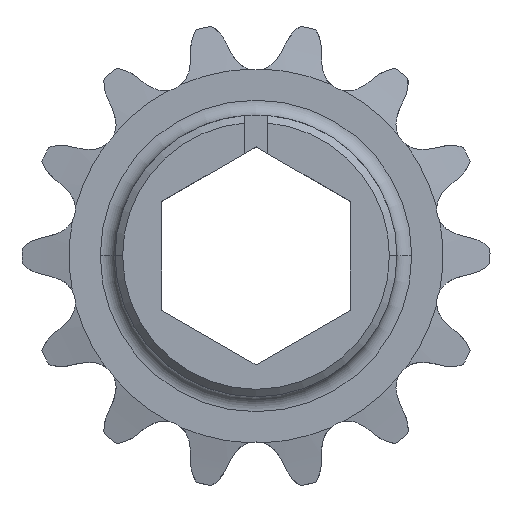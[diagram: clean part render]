
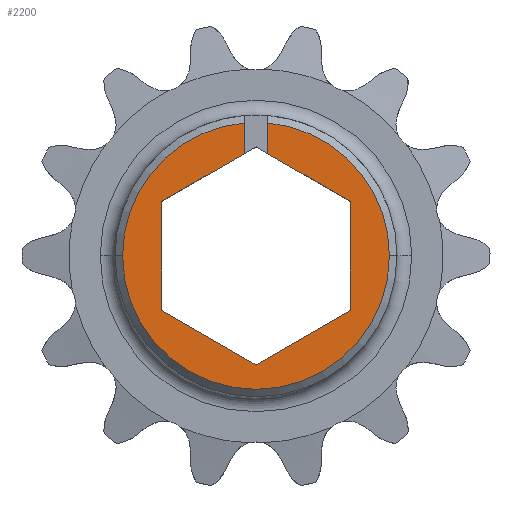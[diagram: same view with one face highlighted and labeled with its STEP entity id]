
A CAD part, top view. The second image highlights one B-rep face of the part: STEP entity #2200.
In plain terms, the highlighted planar face has unit normal (0, 0, 1).
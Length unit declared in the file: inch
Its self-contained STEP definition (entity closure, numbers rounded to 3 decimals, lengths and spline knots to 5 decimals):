
#16 = CARTESIAN_POINT ( 'NONE',  ( 0.03125, 0.15561, 0.1875 ) ) ;
#26 = DIRECTION ( 'NONE',  ( -0.866, 0.5, 0. ) ) ;
#100 = CARTESIAN_POINT ( 'NONE',  ( -0.03125, 0.27179, 0.1875 ) ) ;
#166 = ORIENTED_EDGE ( 'NONE', *, *, #5452, .F. ) ;
#232 = ORIENTED_EDGE ( 'NONE', *, *, #4636, .F. ) ;
#261 = VECTOR ( 'NONE', #2843, 39.37008 ) ;
#326 = ORIENTED_EDGE ( 'NONE', *, *, #361, .T. ) ;
#361 = EDGE_CURVE ( 'NONE', #5583, #2580, #5371, .T. ) ;
#426 = DIRECTION ( 'NONE',  ( -0.866, -0.5, 0. ) ) ;
#491 = FACE_OUTER_BOUND ( 'NONE', #2688, .T. ) ;
#535 = VECTOR ( 'NONE', #3235, 39.37008 ) ;
#595 = DIRECTION ( 'NONE',  ( 0., 1., 0. ) ) ;
#663 = CARTESIAN_POINT ( 'NONE',  ( -0.355, 0., 0.1875 ) ) ;
#730 = AXIS2_PLACEMENT_3D ( 'NONE', #5835, #5927, #5896 ) ;
#799 = DIRECTION ( 'NONE',  ( 1., 0., 0. ) ) ;
#814 = CARTESIAN_POINT ( 'NONE',  ( 0., -0.28983, 0.1875 ) ) ;
#939 = VECTOR ( 'NONE', #26, 39.37008 ) ;
#956 = CARTESIAN_POINT ( 'NONE',  ( 0.251, 0.14491, 0.1875 ) ) ;
#1004 = ORIENTED_EDGE ( 'NONE', *, *, #3254, .T. ) ;
#1061 = CARTESIAN_POINT ( 'NONE',  ( 0.251, -0.14491, 0.1875 ) ) ;
#1148 = EDGE_CURVE ( 'NONE', #6022, #5460, #6157, .T. ) ;
#1183 = LINE ( 'NONE', #1061, #3386 ) ;
#1417 = DIRECTION ( 'NONE',  ( 1., 0., 0. ) ) ;
#1626 = CIRCLE ( 'NONE', #5203, 0.355 ) ;
#1685 = CARTESIAN_POINT ( 'NONE',  ( 0., 0.28983, 0.1875 ) ) ;
#1953 = CARTESIAN_POINT ( 'NONE',  ( 0.355, 0., 0.1875 ) ) ;
#2070 = VERTEX_POINT ( 'NONE', #3085 ) ;
#2092 = VERTEX_POINT ( 'NONE', #2347 ) ;
#2148 = CARTESIAN_POINT ( 'NONE',  ( 0.03125, 0.27179, 0.1875 ) ) ;
#2184 = ORIENTED_EDGE ( 'NONE', *, *, #3177, .F. ) ;
#2200 = ADVANCED_FACE ( 'NONE', ( #491 ), #3886, .T. ) ;
#2236 = DIRECTION ( 'NONE',  ( 0., 0., 1. ) ) ;
#2244 = LINE ( 'NONE', #5674, #535 ) ;
#2341 = CARTESIAN_POINT ( 'NONE',  ( -0.251, 0.14491, 0.1875 ) ) ;
#2347 = CARTESIAN_POINT ( 'NONE',  ( 0.03125, 0.35362, 0.1875 ) ) ;
#2384 = DIRECTION ( 'NONE',  ( 0., 0., 1. ) ) ;
#2421 = CARTESIAN_POINT ( 'NONE',  ( -0.251, -0.14491, 0.1875 ) ) ;
#2509 = CARTESIAN_POINT ( 'NONE',  ( 0., -0.28983, 0.1875 ) ) ;
#2547 = ORIENTED_EDGE ( 'NONE', *, *, #5783, .T. ) ;
#2580 = VERTEX_POINT ( 'NONE', #1953 ) ;
#2614 = AXIS2_PLACEMENT_3D ( 'NONE', #6110, #2236, #799 ) ;
#2688 = EDGE_LOOP ( 'NONE', ( #2781, #4028, #4495, #5733, #166, #232, #2184, #4795, #1004, #326, #2547 ) ) ;
#2706 = EDGE_CURVE ( 'NONE', #5460, #3949, #1183, .T. ) ;
#2781 = ORIENTED_EDGE ( 'NONE', *, *, #3057, .F. ) ;
#2813 = CARTESIAN_POINT ( 'NONE',  ( -0.03125, 0.15561, 0.1875 ) ) ;
#2843 = DIRECTION ( 'NONE',  ( 0., -1., 0. ) ) ;
#2861 = VECTOR ( 'NONE', #3730, 39.37008 ) ;
#3057 = EDGE_CURVE ( 'NONE', #4884, #2092, #4402, .T. ) ;
#3085 = CARTESIAN_POINT ( 'NONE',  ( -0.251, -0.14491, 0.1875 ) ) ;
#3177 = EDGE_CURVE ( 'NONE', #3430, #3569, #6065, .T. ) ;
#3235 = DIRECTION ( 'NONE',  ( 0., -1., 0. ) ) ;
#3254 = EDGE_CURVE ( 'NONE', #5625, #5583, #4198, .T. ) ;
#3386 = VECTOR ( 'NONE', #4002, 39.37008 ) ;
#3430 = VERTEX_POINT ( 'NONE', #100 ) ;
#3569 = VERTEX_POINT ( 'NONE', #2341 ) ;
#3573 = EDGE_CURVE ( 'NONE', #5625, #3430, #3846, .T. ) ;
#3730 = DIRECTION ( 'NONE',  ( 0.866, 0.5, 0. ) ) ;
#3846 = LINE ( 'NONE', #2813, #261 ) ;
#3886 = PLANE ( 'NONE',  #730 ) ;
#3949 = VERTEX_POINT ( 'NONE', #956 ) ;
#4002 = DIRECTION ( 'NONE',  ( 0., 1., 0. ) ) ;
#4028 = ORIENTED_EDGE ( 'NONE', *, *, #6243, .F. ) ;
#4198 = CIRCLE ( 'NONE', #5331, 0.355 ) ;
#4330 = DIRECTION ( 'NONE',  ( 0., 0., 1. ) ) ;
#4340 = CARTESIAN_POINT ( 'NONE',  ( 0.251, -0.14491, 0.1875 ) ) ;
#4402 = LINE ( 'NONE', #16, #5129 ) ;
#4495 = ORIENTED_EDGE ( 'NONE', *, *, #2706, .F. ) ;
#4636 = EDGE_CURVE ( 'NONE', #3569, #2070, #2244, .T. ) ;
#4795 = ORIENTED_EDGE ( 'NONE', *, *, #3573, .F. ) ;
#4822 = VECTOR ( 'NONE', #426, 39.37008 ) ;
#4884 = VERTEX_POINT ( 'NONE', #2148 ) ;
#5129 = VECTOR ( 'NONE', #595, 39.37008 ) ;
#5203 = AXIS2_PLACEMENT_3D ( 'NONE', #5716, #2384, #5301 ) ;
#5301 = DIRECTION ( 'NONE',  ( 1., 0., 0. ) ) ;
#5331 = AXIS2_PLACEMENT_3D ( 'NONE', #6215, #4330, #1417 ) ;
#5371 = CIRCLE ( 'NONE', #2614, 0.355 ) ;
#5403 = VECTOR ( 'NONE', #5723, 39.37008 ) ;
#5452 = EDGE_CURVE ( 'NONE', #2070, #6022, #6319, .T. ) ;
#5460 = VERTEX_POINT ( 'NONE', #4340 ) ;
#5474 = CARTESIAN_POINT ( 'NONE',  ( -0.03125, 0.35362, 0.1875 ) ) ;
#5583 = VERTEX_POINT ( 'NONE', #663 ) ;
#5625 = VERTEX_POINT ( 'NONE', #5474 ) ;
#5674 = CARTESIAN_POINT ( 'NONE',  ( -0.251, 0.14491, 0.1875 ) ) ;
#5716 = CARTESIAN_POINT ( 'NONE',  ( 0., 0., 0.1875 ) ) ;
#5723 = DIRECTION ( 'NONE',  ( 0.866, -0.5, 0. ) ) ;
#5733 = ORIENTED_EDGE ( 'NONE', *, *, #1148, .F. ) ;
#5783 = EDGE_CURVE ( 'NONE', #2580, #2092, #1626, .T. ) ;
#5824 = LINE ( 'NONE', #5854, #939 ) ;
#5835 = CARTESIAN_POINT ( 'NONE',  ( 0., 0., 0.1875 ) ) ;
#5854 = CARTESIAN_POINT ( 'NONE',  ( 0.251, 0.14491, 0.1875 ) ) ;
#5896 = DIRECTION ( 'NONE',  ( 1., 0., 0. ) ) ;
#5927 = DIRECTION ( 'NONE',  ( 0., 0., 1. ) ) ;
#6022 = VERTEX_POINT ( 'NONE', #2509 ) ;
#6065 = LINE ( 'NONE', #1685, #4822 ) ;
#6110 = CARTESIAN_POINT ( 'NONE',  ( 0., 0., 0.1875 ) ) ;
#6157 = LINE ( 'NONE', #814, #2861 ) ;
#6215 = CARTESIAN_POINT ( 'NONE',  ( 0., 0., 0.1875 ) ) ;
#6243 = EDGE_CURVE ( 'NONE', #3949, #4884, #5824, .T. ) ;
#6319 = LINE ( 'NONE', #2421, #5403 ) ;
